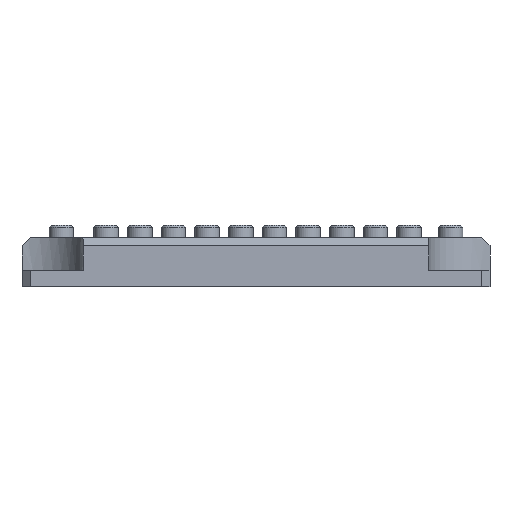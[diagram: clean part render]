
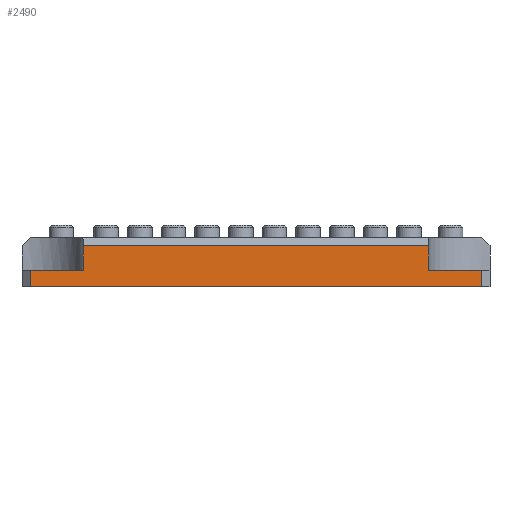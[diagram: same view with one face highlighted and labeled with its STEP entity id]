
A CAD part, front view. The second image highlights one B-rep face of the part: STEP entity #2490.
In plain terms, the highlighted planar face has unit normal (0.006, -1, 0).
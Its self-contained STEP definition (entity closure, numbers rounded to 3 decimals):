
#312=FACE_OUTER_BOUND('',#478,.T.);
#478=EDGE_LOOP('',(#2113,#2114,#2115,#2116,#2117,#2118,#2119,#2120));
#538=LINE('',#3601,#786);
#717=LINE('',#4139,#965);
#718=LINE('',#4142,#966);
#719=LINE('',#4144,#967);
#720=LINE('',#4146,#968);
#721=LINE('',#4148,#969);
#722=LINE('',#4150,#970);
#723=LINE('',#4151,#971);
#786=VECTOR('',#2829,10.);
#965=VECTOR('',#3394,10.);
#966=VECTOR('',#3397,10.);
#967=VECTOR('',#3398,10.);
#968=VECTOR('',#3399,10.);
#969=VECTOR('',#3400,10.);
#970=VECTOR('',#3401,10.);
#971=VECTOR('',#3402,10.);
#1030=VERTEX_POINT('',#3583);
#1038=VERTEX_POINT('',#3599);
#1203=VERTEX_POINT('',#4135);
#1205=VERTEX_POINT('',#4141);
#1206=VERTEX_POINT('',#4143);
#1207=VERTEX_POINT('',#4145);
#1208=VERTEX_POINT('',#4147);
#1209=VERTEX_POINT('',#4149);
#1256=EDGE_CURVE('',#1030,#1038,#538,.T.);
#1519=EDGE_CURVE('',#1030,#1203,#717,.T.);
#1520=EDGE_CURVE('',#1205,#1038,#718,.T.);
#1521=EDGE_CURVE('',#1205,#1206,#719,.T.);
#1522=EDGE_CURVE('',#1206,#1207,#720,.T.);
#1523=EDGE_CURVE('',#1208,#1207,#721,.T.);
#1524=EDGE_CURVE('',#1208,#1209,#722,.T.);
#1525=EDGE_CURVE('',#1209,#1203,#723,.T.);
#2113=ORIENTED_EDGE('',*,*,#1519,.F.);
#2114=ORIENTED_EDGE('',*,*,#1256,.T.);
#2115=ORIENTED_EDGE('',*,*,#1520,.F.);
#2116=ORIENTED_EDGE('',*,*,#1521,.T.);
#2117=ORIENTED_EDGE('',*,*,#1522,.T.);
#2118=ORIENTED_EDGE('',*,*,#1523,.F.);
#2119=ORIENTED_EDGE('',*,*,#1524,.T.);
#2120=ORIENTED_EDGE('',*,*,#1525,.T.);
#2353=PLANE('',#2741);
#2490=ADVANCED_FACE('',(#312),#2353,.T.);
#2741=AXIS2_PLACEMENT_3D('',#4140,#3395,#3396);
#2829=DIRECTION('',(1.,0.006,0.));
#3394=DIRECTION('',(0.,0.,1.));
#3395=DIRECTION('center_axis',(0.006,-1.,0.));
#3396=DIRECTION('ref_axis',(1.,0.006,0.));
#3397=DIRECTION('',(0.,0.,-1.));
#3398=DIRECTION('',(-1.,-0.006,0.));
#3399=DIRECTION('',(0.,0.,1.));
#3400=DIRECTION('',(1.,0.006,0.));
#3401=DIRECTION('',(0.,0.,-1.));
#3402=DIRECTION('',(-1.,-0.006,0.));
#3583=CARTESIAN_POINT('',(-28.699,-37.092,28.));
#3599=CARTESIAN_POINT('',(26.443,-36.766,28.));
#3601=CARTESIAN_POINT('',(-15.286,-37.013,28.));
#4135=CARTESIAN_POINT('',(-28.699,-37.092,30.));
#4139=CARTESIAN_POINT('',(-28.699,-37.092,0.));
#4140=CARTESIAN_POINT('Origin',(-29.699,-37.098,0.));
#4141=CARTESIAN_POINT('',(26.443,-36.766,30.));
#4142=CARTESIAN_POINT('',(26.443,-36.766,0.));
#4143=CARTESIAN_POINT('',(19.943,-36.804,30.));
#4144=CARTESIAN_POINT('',(-2.992,-36.94,30.));
#4145=CARTESIAN_POINT('',(19.943,-36.804,33.));
#4146=CARTESIAN_POINT('',(19.943,-36.804,34.));
#4147=CARTESIAN_POINT('',(-22.199,-37.054,33.));
#4148=CARTESIAN_POINT('',(-15.286,-37.013,33.));
#4149=CARTESIAN_POINT('',(-22.199,-37.054,30.));
#4150=CARTESIAN_POINT('',(-22.199,-37.054,34.));
#4151=CARTESIAN_POINT('',(-27.813,-37.087,30.));
